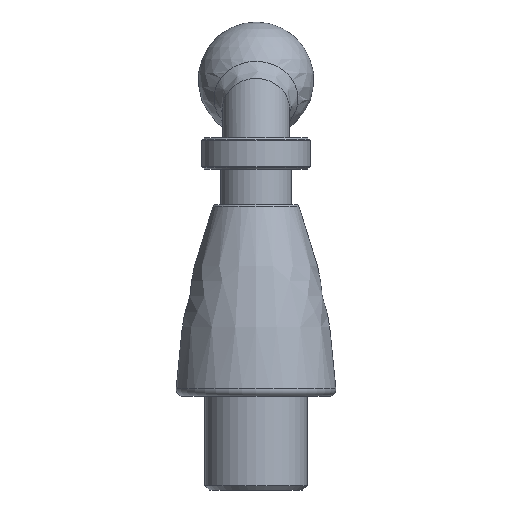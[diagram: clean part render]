
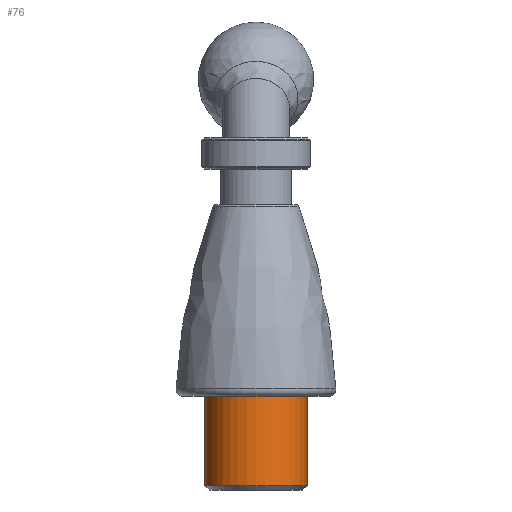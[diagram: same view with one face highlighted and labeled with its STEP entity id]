
A CAD part, left-side view. The second image highlights one B-rep face of the part: STEP entity #76.
In plain terms, the highlighted cylindrical face has radius 5.75 mm (diameter 11.5 mm), a full revolution.
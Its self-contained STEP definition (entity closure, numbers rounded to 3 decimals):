
#76 = ADVANCED_FACE( '', ( #172, #173 ), #174, .T. );
#172 = FACE_OUTER_BOUND( '', #961, .T. );
#173 = FACE_OUTER_BOUND( '', #962, .T. );
#174 = CYLINDRICAL_SURFACE( '', #963, 5.75 );
#961 = EDGE_LOOP( '', ( #1919 ) );
#962 = EDGE_LOOP( '', ( #1920 ) );
#963 = AXIS2_PLACEMENT_3D( '', #1921, #1922, #1923 );
#1919 = ORIENTED_EDGE( '', *, *, #2035, .T. );
#1920 = ORIENTED_EDGE( '', *, *, #2036, .F. );
#1921 = CARTESIAN_POINT( '', ( 0., 0., 57.15 ) );
#1922 = DIRECTION( '', ( 0., 0., -1. ) );
#1923 = DIRECTION( '', ( 1., 0., 0. ) );
#2035 = EDGE_CURVE( '', #2105, #2105, #2106, .T. );
#2036 = EDGE_CURVE( '', #2107, #2107, #2108, .T. );
#2105 = VERTEX_POINT( '', #2810 );
#2106 = CIRCLE( '', #2811, 5.75 );
#2107 = VERTEX_POINT( '', #2812 );
#2108 = CIRCLE( '', #2813, 5.75 );
#2810 = CARTESIAN_POINT( '', ( 5.75, 0., 0.5 ) );
#2811 = AXIS2_PLACEMENT_3D( '', #3118, #3119, #3120 );
#2812 = CARTESIAN_POINT( '', ( 5.75, 0., 10.5 ) );
#2813 = AXIS2_PLACEMENT_3D( '', #3121, #3122, #3123 );
#3118 = CARTESIAN_POINT( '', ( 0., 0., 0.5 ) );
#3119 = DIRECTION( '', ( 0., 0., 1. ) );
#3120 = DIRECTION( '', ( 1., 0., 0. ) );
#3121 = CARTESIAN_POINT( '', ( 0., 0., 10.5 ) );
#3122 = DIRECTION( '', ( 0., 0., 1. ) );
#3123 = DIRECTION( '', ( 1., 0., 0. ) );
